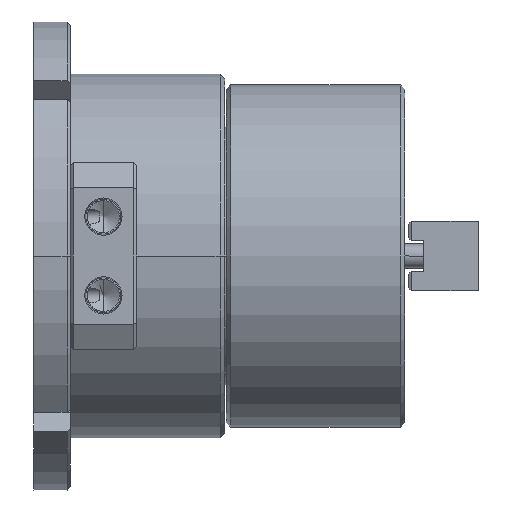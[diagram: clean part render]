
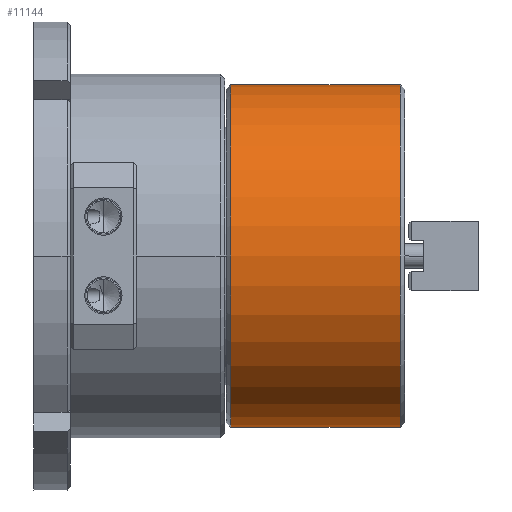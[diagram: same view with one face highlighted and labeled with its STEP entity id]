
A CAD part, front view. The second image highlights one B-rep face of the part: STEP entity #11144.
In plain terms, the highlighted cylindrical face has radius 56.5 mm (diameter 113 mm), a partial arc.
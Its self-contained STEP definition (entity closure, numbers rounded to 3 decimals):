
#681 = CARTESIAN_POINT ( 'NONE',  ( -57.5, 0., 0. ) ) ;
#1039 = EDGE_LOOP ( 'NONE', ( #15346, #12503, #11047, #8028 ) ) ;
#4044 = VECTOR ( 'NONE', #6154, 1000. ) ;
#4110 = AXIS2_PLACEMENT_3D ( 'NONE', #681, #8650, #16654 ) ;
#4175 = CARTESIAN_POINT ( 'NONE',  ( 0., 0., 0. ) ) ;
#4546 = CARTESIAN_POINT ( 'NONE',  ( 0., 0., 56.5 ) ) ;
#5127 = AXIS2_PLACEMENT_3D ( 'NONE', #17827, #11896, #23208 ) ;
#6154 = DIRECTION ( 'NONE',  ( 1., 0., 0. ) ) ;
#8028 = ORIENTED_EDGE ( 'NONE', *, *, #8839, .F. ) ;
#8650 = DIRECTION ( 'NONE',  ( 1., 0., 0. ) ) ;
#8839 = EDGE_CURVE ( 'NONE', #11489, #17318, #16142, .T. ) ;
#10706 = EDGE_CURVE ( 'NONE', #11489, #14841, #15444, .T. ) ;
#11047 = ORIENTED_EDGE ( 'NONE', *, *, #13284, .F. ) ;
#11144 = ADVANCED_FACE ( 'NONE', ( #14156 ), #21756, .T. ) ;
#11489 = VERTEX_POINT ( 'NONE', #22508 ) ;
#11896 = DIRECTION ( 'NONE',  ( 1., 0., 0. ) ) ;
#12085 = AXIS2_PLACEMENT_3D ( 'NONE', #4175, #12170, #19916 ) ;
#12170 = DIRECTION ( 'NONE',  ( 1., 0., 0. ) ) ;
#12503 = ORIENTED_EDGE ( 'NONE', *, *, #21539, .T. ) ;
#12552 = LINE ( 'NONE', #4546, #24983 ) ;
#13284 = EDGE_CURVE ( 'NONE', #17318, #20138, #16435, .T. ) ;
#14156 = FACE_OUTER_BOUND ( 'NONE', #1039, .T. ) ;
#14841 = VERTEX_POINT ( 'NONE', #16049 ) ;
#15346 = ORIENTED_EDGE ( 'NONE', *, *, #10706, .T. ) ;
#15410 = CARTESIAN_POINT ( 'NONE',  ( -1.5, 0., 56.5 ) ) ;
#15444 = CIRCLE ( 'NONE', #4110, 56.5 ) ;
#16049 = CARTESIAN_POINT ( 'NONE',  ( -57.5, 0., 56.5 ) ) ;
#16142 = LINE ( 'NONE', #23592, #4044 ) ;
#16435 = CIRCLE ( 'NONE', #5127, 56.5 ) ;
#16654 = DIRECTION ( 'NONE',  ( 0., 0., -1. ) ) ;
#17318 = VERTEX_POINT ( 'NONE', #18766 ) ;
#17827 = CARTESIAN_POINT ( 'NONE',  ( -1.5, 0., 0. ) ) ;
#18766 = CARTESIAN_POINT ( 'NONE',  ( -1.5, 0., -56.5 ) ) ;
#19916 = DIRECTION ( 'NONE',  ( 0., 0., -1. ) ) ;
#20138 = VERTEX_POINT ( 'NONE', #15410 ) ;
#21539 = EDGE_CURVE ( 'NONE', #14841, #20138, #12552, .T. ) ;
#21756 = CYLINDRICAL_SURFACE ( 'NONE', #12085, 56.5 ) ;
#22101 = DIRECTION ( 'NONE',  ( 1., 0., 0. ) ) ;
#22508 = CARTESIAN_POINT ( 'NONE',  ( -57.5, 0., -56.5 ) ) ;
#23208 = DIRECTION ( 'NONE',  ( 0., 0., -1. ) ) ;
#23592 = CARTESIAN_POINT ( 'NONE',  ( 0., 0., -56.5 ) ) ;
#24983 = VECTOR ( 'NONE', #22101, 1000. ) ;
